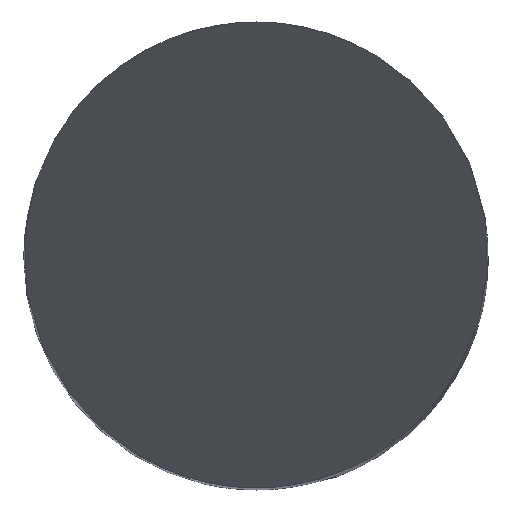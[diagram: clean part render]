
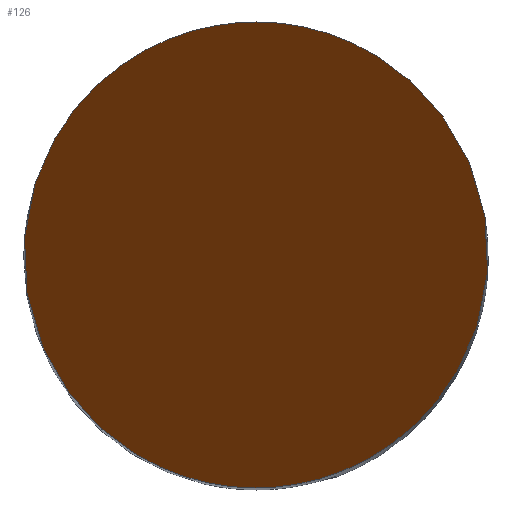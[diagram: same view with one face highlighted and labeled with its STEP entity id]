
A CAD part, top view. The second image highlights one B-rep face of the part: STEP entity #126.
In plain terms, the highlighted planar face has unit normal (0, -0.866, 0.5).
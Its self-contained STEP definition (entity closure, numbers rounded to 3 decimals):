
#44=PLANE('',#508);
#126=ADVANCED_FACE('',(#154),#44,.F.);
#154=FACE_OUTER_BOUND('',#179,.T.);
#179=EDGE_LOOP('',(#245,#246));
#245=ORIENTED_EDGE('',*,*,#382,.T.);
#246=ORIENTED_EDGE('',*,*,#397,.T.);
#341=VERTEX_POINT('',#713);
#342=VERTEX_POINT('',#718);
#382=EDGE_CURVE('',#342,#341,#448,.T.);
#397=EDGE_CURVE('',#341,#342,#453,.T.);
#448=(
BOUNDED_CURVE()
B_SPLINE_CURVE(3,(#714,#715,#716,#717),.UNSPECIFIED.,.F.,.F.)
B_SPLINE_CURVE_WITH_KNOTS((4,4),(0.,1.),.UNSPECIFIED.)
CURVE()
GEOMETRIC_REPRESENTATION_ITEM()
RATIONAL_B_SPLINE_CURVE((1.,0.333,0.333,1.))
REPRESENTATION_ITEM('')
);
#453=(
BOUNDED_CURVE()
B_SPLINE_CURVE(3,(#778,#779,#780,#781),.UNSPECIFIED.,.F.,.F.)
B_SPLINE_CURVE_WITH_KNOTS((4,4),(0.,1.),.UNSPECIFIED.)
CURVE()
GEOMETRIC_REPRESENTATION_ITEM()
RATIONAL_B_SPLINE_CURVE((1.,0.333,0.333,1.))
REPRESENTATION_ITEM('')
);
#508=AXIS2_PLACEMENT_3D('',#795,#571,#572);
#571=DIRECTION('',(0.,0.866,-0.5));
#572=DIRECTION('',(0.,-0.5,-0.866));
#713=CARTESIAN_POINT('',(0.,-3.,-5.196));
#714=CARTESIAN_POINT('',(0.,3.,5.196));
#715=CARTESIAN_POINT('',(-6.,3.,5.196));
#716=CARTESIAN_POINT('',(-6.,-3.,-5.196));
#717=CARTESIAN_POINT('',(0.,-3.,-5.196));
#718=CARTESIAN_POINT('',(0.,3.,5.196));
#778=CARTESIAN_POINT('',(0.,-3.,-5.196));
#779=CARTESIAN_POINT('',(6.,-3.,-5.196));
#780=CARTESIAN_POINT('',(6.,3.,5.196));
#781=CARTESIAN_POINT('',(0.,3.,5.196));
#795=CARTESIAN_POINT('',(3.,-3.,-5.196));
